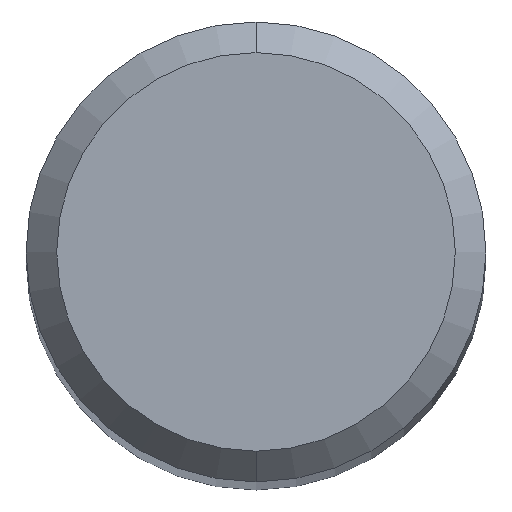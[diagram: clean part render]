
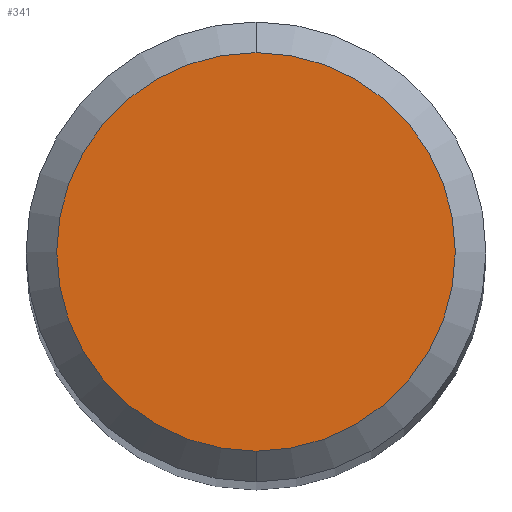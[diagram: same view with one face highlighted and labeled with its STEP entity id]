
A CAD part, top view. The second image highlights one B-rep face of the part: STEP entity #341.
In plain terms, the highlighted planar face has unit normal (0, 0, 1).
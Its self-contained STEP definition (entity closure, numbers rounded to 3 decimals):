
#341=ADVANCED_FACE('',(#881),#882,.T.);
#389=VERTEX_POINT('',#935);
#661=EDGE_CURVE('',#389,#751,#1229,.T.);
#747=EDGE_CURVE('',#751,#389,#1323,.T.);
#751=VERTEX_POINT('',#1327);
#881=FACE_OUTER_BOUND('',#1518,.T.);
#882=PLANE('',#1519);
#935=CARTESIAN_POINT('',(0.0,2.6,0.0));
#1229=CIRCLE('',#3148,2.6);
#1323=CIRCLE('',#3587,2.6);
#1327=CARTESIAN_POINT('',(0.,-2.6,0.0));
#1518=EDGE_LOOP('',(#4137,#4138));
#1519=AXIS2_PLACEMENT_3D('',#4139,#4140,#4141);
#3148=AXIS2_PLACEMENT_3D('',#4511,#4512,#4513);
#3587=AXIS2_PLACEMENT_3D('',#4643,#4644,#4645);
#4137=ORIENTED_EDGE('',*,*,#661,.F.);
#4138=ORIENTED_EDGE('',*,*,#747,.F.);
#4139=CARTESIAN_POINT('',(0.0,1.3,0.0));
#4140=DIRECTION('',(-0.0,0.0,1.0));
#4141=DIRECTION('',(0.0,-1.0,0.0));
#4511=CARTESIAN_POINT('',(0.0,0.0,0.0));
#4512=DIRECTION('',(0.0,0.0,-1.0));
#4513=DIRECTION('',(0.0,1.0,0.0));
#4643=CARTESIAN_POINT('',(0.0,0.0,0.0));
#4644=DIRECTION('',(0.0,0.0,-1.0));
#4645=DIRECTION('',(0.0,1.0,0.0));
